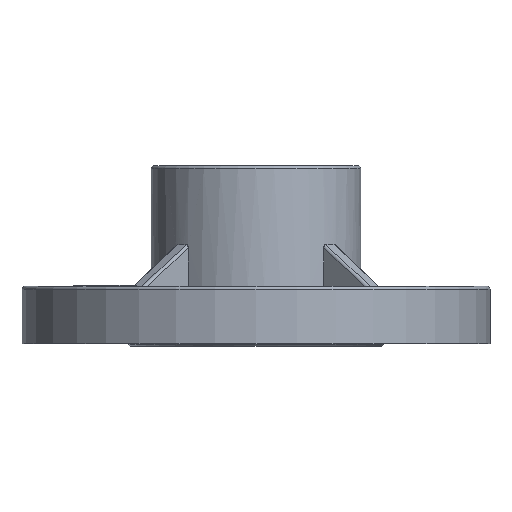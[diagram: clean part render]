
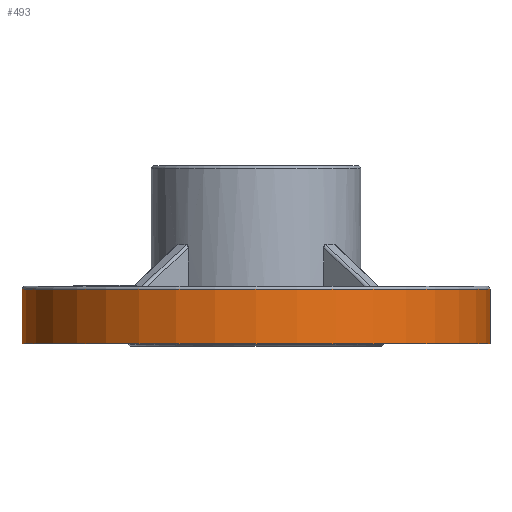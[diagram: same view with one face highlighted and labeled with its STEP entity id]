
A CAD part, front view. The second image highlights one B-rep face of the part: STEP entity #493.
In plain terms, the highlighted cylindrical face has radius 82.6 mm (diameter 165.2 mm), a full revolution.
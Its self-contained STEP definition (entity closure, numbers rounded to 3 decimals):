
#418=CYLINDRICAL_SURFACE('',#6039,82.6);
#493=ADVANCED_FACE('',(#1881,#1882),#418,.T.);
#1794=CIRCLE('',#6037,82.6);
#1795=CIRCLE('',#6038,82.6);
#1881=FACE_BOUND('',#2010,.T.);
#1882=FACE_BOUND('',#2011,.T.);
#2010=EDGE_LOOP('',(#2716));
#2011=EDGE_LOOP('',(#2717));
#2716=ORIENTED_EDGE('',*,*,#4971,.T.);
#2717=ORIENTED_EDGE('',*,*,#4972,.T.);
#4363=VERTEX_POINT('',#9167);
#4364=VERTEX_POINT('',#9169);
#4971=EDGE_CURVE('',#4363,#4363,#1794,.T.);
#4972=EDGE_CURVE('',#4364,#4364,#1795,.T.);
#6037=AXIS2_PLACEMENT_3D('',#9166,#6638,#6639);
#6038=AXIS2_PLACEMENT_3D('',#9168,#6640,#6641);
#6039=AXIS2_PLACEMENT_3D('',#9170,#6642,#6643);
#6638=DIRECTION('',(0.,0.,-1.));
#6639=DIRECTION('',(1.,0.,0.));
#6640=DIRECTION('',(0.,0.,1.));
#6641=DIRECTION('',(1.,0.,0.));
#6642=DIRECTION('',(0.,0.,1.));
#6643=DIRECTION('',(1.,0.,0.));
#9166=CARTESIAN_POINT('',(560.,0.,19.3));
#9167=CARTESIAN_POINT('',(642.6,0.,19.3));
#9168=CARTESIAN_POINT('',(560.,0.,0.));
#9169=CARTESIAN_POINT('',(642.6,0.,0.));
#9170=CARTESIAN_POINT('',(560.,0.,0.));
